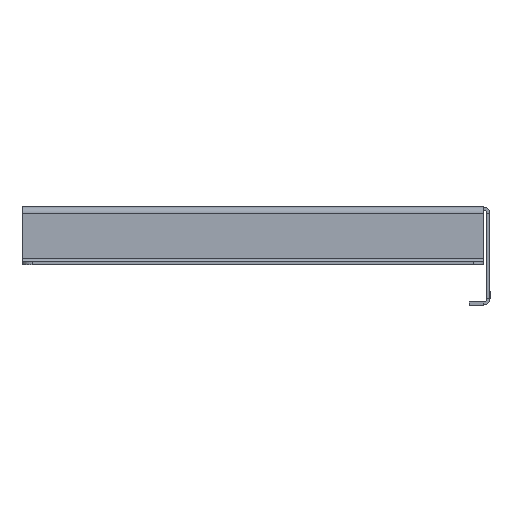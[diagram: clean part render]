
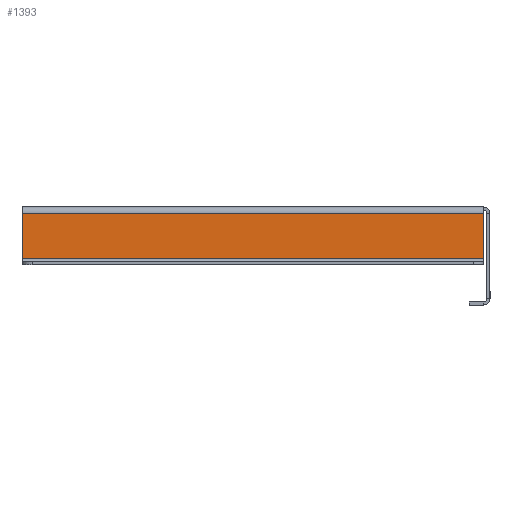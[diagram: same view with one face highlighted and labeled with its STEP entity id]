
A CAD part, left-side view. The second image highlights one B-rep face of the part: STEP entity #1393.
In plain terms, the highlighted planar face has unit normal (-1, 0, 0).
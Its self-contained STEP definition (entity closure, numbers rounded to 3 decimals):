
#78 = ORIENTED_EDGE ( 'NONE', *, *, #2313, .F. ) ;
#251 = LINE ( 'NONE', #1818, #3982 ) ;
#273 = VECTOR ( 'NONE', #308, 1000. ) ;
#308 = DIRECTION ( 'NONE',  ( 0., 0., 1. ) ) ;
#337 = DIRECTION ( 'NONE',  ( 0., 0., -1. ) ) ;
#342 = ORIENTED_EDGE ( 'NONE', *, *, #1407, .F. ) ;
#357 = CARTESIAN_POINT ( 'NONE',  ( -274., 0., 0. ) ) ;
#1269 = VECTOR ( 'NONE', #4514, 1000. ) ;
#1393 = ADVANCED_FACE ( 'NONE', ( #2662 ), #1514, .F. ) ;
#1407 = EDGE_CURVE ( 'NONE', #4838, #5068, #251, .T. ) ;
#1511 = CARTESIAN_POINT ( 'NONE',  ( -274., -111.5, -25. ) ) ;
#1513 = LINE ( 'NONE', #3075, #273 ) ;
#1514 = PLANE ( 'NONE',  #3149 ) ;
#1629 = EDGE_LOOP ( 'NONE', ( #342, #2975, #78, #2679 ) ) ;
#1675 = DIRECTION ( 'NONE',  ( 0., 1., 0. ) ) ;
#1720 = EDGE_CURVE ( 'NONE', #5068, #3104, #1764, .T. ) ;
#1764 = LINE ( 'NONE', #3326, #1269 ) ;
#1818 = CARTESIAN_POINT ( 'NONE',  ( -274., -111.5, -3. ) ) ;
#1886 = VECTOR ( 'NONE', #1675, 1000. ) ;
#2066 = CARTESIAN_POINT ( 'NONE',  ( -274., 111.5, -25. ) ) ;
#2115 = LINE ( 'NONE', #3620, #1886 ) ;
#2313 = EDGE_CURVE ( 'NONE', #3104, #3614, #2115, .T. ) ;
#2662 = FACE_OUTER_BOUND ( 'NONE', #1629, .T. ) ;
#2679 = ORIENTED_EDGE ( 'NONE', *, *, #1720, .F. ) ;
#2688 = DIRECTION ( 'NONE',  ( 1., 0., 0. ) ) ;
#2975 = ORIENTED_EDGE ( 'NONE', *, *, #4143, .F. ) ;
#3075 = CARTESIAN_POINT ( 'NONE',  ( -274., 111.5, -25. ) ) ;
#3104 = VERTEX_POINT ( 'NONE', #1511 ) ;
#3149 = AXIS2_PLACEMENT_3D ( 'NONE', #357, #2688, #337 ) ;
#3326 = CARTESIAN_POINT ( 'NONE',  ( -274., -111.5, -1.5 ) ) ;
#3614 = VERTEX_POINT ( 'NONE', #2066 ) ;
#3620 = CARTESIAN_POINT ( 'NONE',  ( -274., -111.5, -25. ) ) ;
#3979 = DIRECTION ( 'NONE',  ( 0., -1., 0. ) ) ;
#3982 = VECTOR ( 'NONE', #3979, 1000. ) ;
#4097 = CARTESIAN_POINT ( 'NONE',  ( -274., 111.5, -3. ) ) ;
#4143 = EDGE_CURVE ( 'NONE', #3614, #4838, #1513, .T. ) ;
#4249 = CARTESIAN_POINT ( 'NONE',  ( -274., -111.5, -3. ) ) ;
#4514 = DIRECTION ( 'NONE',  ( 0., 0., -1. ) ) ;
#4838 = VERTEX_POINT ( 'NONE', #4097 ) ;
#5068 = VERTEX_POINT ( 'NONE', #4249 ) ;
